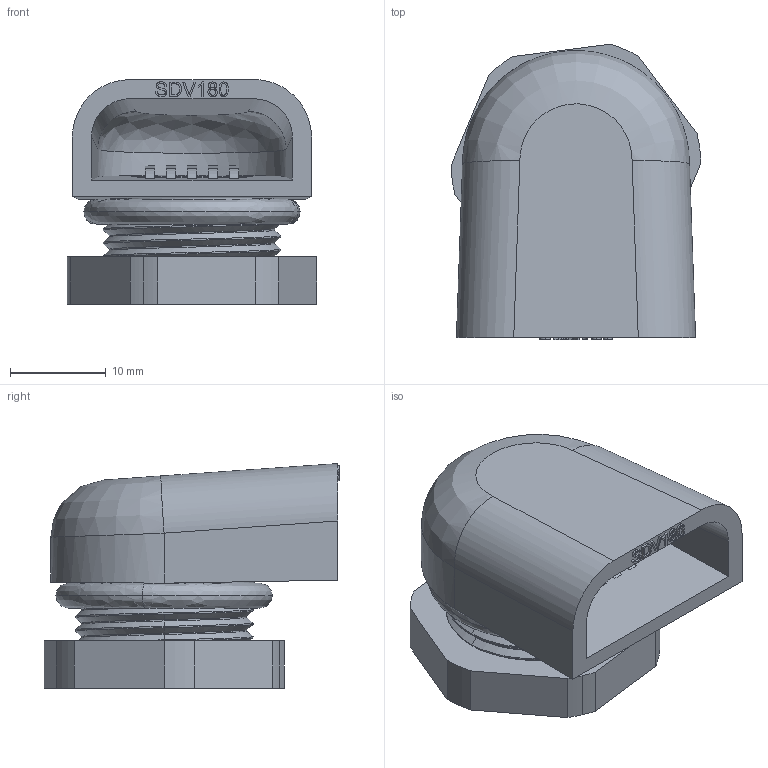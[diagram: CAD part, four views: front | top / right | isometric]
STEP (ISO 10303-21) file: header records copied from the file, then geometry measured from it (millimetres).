
FILE_DESCRIPTION (( 'STEP AP214' ), '1' );
FILE_NAME ('SDV180-1.STEP', '2019-07-16T12:51:59', ( '' ), ( '' ), 'SwSTEP 2.0', 'SolidWorks 2018', '' );
FILE_SCHEMA (( 'AUTOMOTIVE_DESIGN' ));
Length unit declared in the file: inch
Products named in the file (1): SDV180-1
Bounding box: 26.1 x 30.93 x 23.5 mm (x, y, z)
Volume: 6076.3 mm3; surface area: 6707.1 mm2
Topology: 3 solids, 3 shells, 272 faces, 793 edges, 474 vertices
Faces by surface type: plane 134, bspline 85, cylinder 49, cone 4
Entity records: 28867 total; most frequent: CARTESIAN_POINT 18899, ORIENTED_EDGE 1586, DIRECTION 981, EDGE_CURVE 793, LINE 489, VECTOR 489, VERTEX_POINT 474, EDGE_LOOP 287
